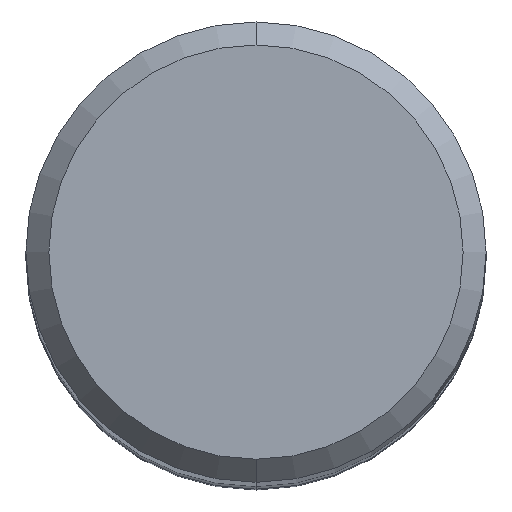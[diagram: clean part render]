
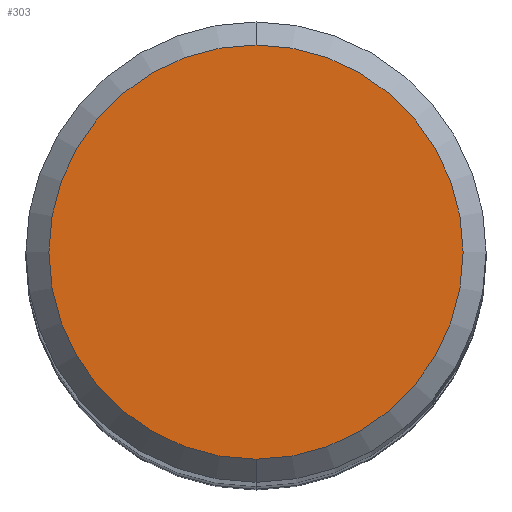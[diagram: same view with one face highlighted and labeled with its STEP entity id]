
A CAD part, top view. The second image highlights one B-rep face of the part: STEP entity #303.
In plain terms, the highlighted planar face has unit normal (0, 0, 1).
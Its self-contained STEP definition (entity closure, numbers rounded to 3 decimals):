
#229=VERTEX_POINT('',#617);
#249=EDGE_CURVE('',#453,#229,#638,.T.);
#303=ADVANCED_FACE('',(#700),#701,.T.);
#371=EDGE_CURVE('',#229,#453,#777,.T.);
#453=VERTEX_POINT('',#864);
#617=CARTESIAN_POINT('',(0.,-4.5,0.0));
#638=CIRCLE('',#1098,4.5);
#700=FACE_OUTER_BOUND('',#1199,.T.);
#701=PLANE('',#1200);
#777=CIRCLE('',#1404,4.5);
#864=CARTESIAN_POINT('',(0.0,4.5,0.0));
#1098=AXIS2_PLACEMENT_3D('',#1841,#1842,#1843);
#1199=EDGE_LOOP('',(#1923,#1924));
#1200=AXIS2_PLACEMENT_3D('',#1925,#1926,#1927);
#1404=AXIS2_PLACEMENT_3D('',#2014,#2015,#2016);
#1841=CARTESIAN_POINT('',(0.0,0.0,0.0));
#1842=DIRECTION('',(0.0,0.0,-1.0));
#1843=DIRECTION('',(0.0,1.0,0.0));
#1923=ORIENTED_EDGE('',*,*,#249,.F.);
#1924=ORIENTED_EDGE('',*,*,#371,.F.);
#1925=CARTESIAN_POINT('',(0.0,2.25,0.0));
#1926=DIRECTION('',(-0.0,0.0,1.0));
#1927=DIRECTION('',(0.0,-1.0,0.0));
#2014=CARTESIAN_POINT('',(0.0,0.0,0.0));
#2015=DIRECTION('',(0.0,0.0,-1.0));
#2016=DIRECTION('',(0.0,1.0,0.0));
